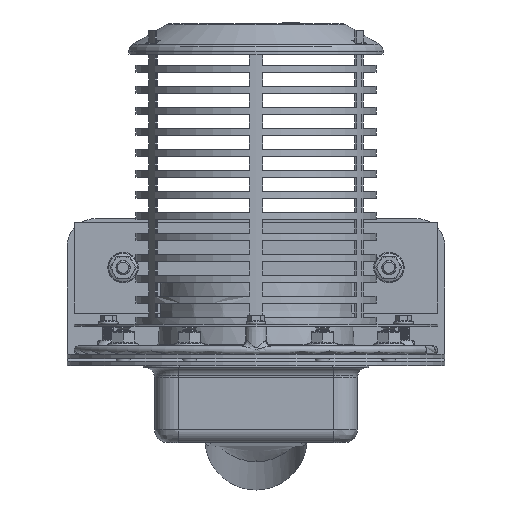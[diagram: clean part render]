
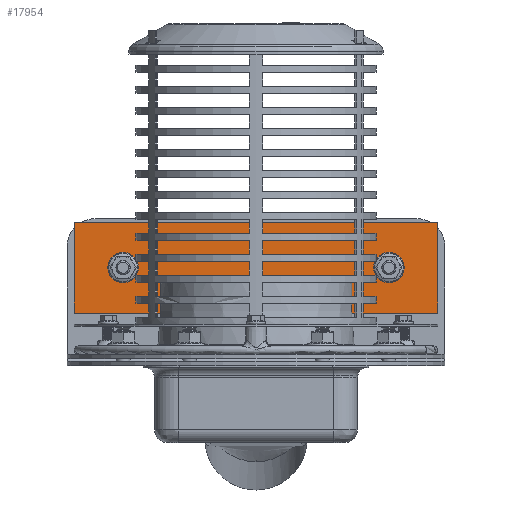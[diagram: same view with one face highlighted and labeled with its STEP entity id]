
A CAD part, left-side view. The second image highlights one B-rep face of the part: STEP entity #17954.
In plain terms, the highlighted planar face has unit normal (-1, 0, 0).
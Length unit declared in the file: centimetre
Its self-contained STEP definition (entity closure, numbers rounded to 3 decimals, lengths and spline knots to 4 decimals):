
#645=FACE_BOUND('',#2980,.T.);
#646=FACE_BOUND('',#2981,.T.);
#1109=PLANE('',#19396);
#1886=FACE_OUTER_BOUND('',#2979,.T.);
#2979=EDGE_LOOP('',(#13742,#13743,#13744,#13745));
#2980=EDGE_LOOP('',(#13746));
#2981=EDGE_LOOP('',(#13747));
#4282=CIRCLE('',#19391,8.);
#4283=CIRCLE('',#19393,8.);
#5513=LINE('',#29602,#6892);
#5516=LINE('',#29607,#6895);
#5519=LINE('',#29623,#6898);
#5521=LINE('',#29626,#6900);
#6892=VECTOR('',#22718,1.);
#6895=VECTOR('',#22723,1.);
#6898=VECTOR('',#22742,1.);
#6900=VECTOR('',#22746,1.);
#8310=VERTEX_POINT('',#29599);
#8311=VERTEX_POINT('',#29601);
#8312=VERTEX_POINT('',#29605);
#8315=VERTEX_POINT('',#29614);
#8316=VERTEX_POINT('',#29618);
#8317=VERTEX_POINT('',#29622);
#10290=EDGE_CURVE('',#8311,#8310,#5513,.T.);
#10293=EDGE_CURVE('',#8310,#8312,#5516,.T.);
#10296=EDGE_CURVE('',#8315,#8315,#4282,.T.);
#10298=EDGE_CURVE('',#8316,#8316,#4283,.T.);
#10300=EDGE_CURVE('',#8317,#8311,#5519,.T.);
#10302=EDGE_CURVE('',#8312,#8317,#5521,.T.);
#13742=ORIENTED_EDGE('',*,*,#10293,.T.);
#13743=ORIENTED_EDGE('',*,*,#10302,.T.);
#13744=ORIENTED_EDGE('',*,*,#10300,.T.);
#13745=ORIENTED_EDGE('',*,*,#10290,.T.);
#13746=ORIENTED_EDGE('',*,*,#10298,.T.);
#13747=ORIENTED_EDGE('',*,*,#10296,.T.);
#17954=ADVANCED_FACE('',(#1886,#645,#646),#1109,.T.);
#19391=AXIS2_PLACEMENT_3D('',#29615,#22732,#22733);
#19393=AXIS2_PLACEMENT_3D('',#29619,#22737,#22738);
#19396=AXIS2_PLACEMENT_3D('',#29627,#22747,#22748);
#22718=DIRECTION('',(0.,1.,0.));
#22723=DIRECTION('',(0.,0.,-1.));
#22732=DIRECTION('center_axis',(1.,0.,0.));
#22733=DIRECTION('ref_axis',(0.,-1.,0.));
#22737=DIRECTION('center_axis',(1.,0.,0.));
#22738=DIRECTION('ref_axis',(0.,-1.,0.));
#22742=DIRECTION('',(0.,0.,1.));
#22746=DIRECTION('',(0.,-1.,0.));
#22747=DIRECTION('center_axis',(-1.,0.,0.));
#22748=DIRECTION('ref_axis',(0.,-1.,0.));
#29599=CARTESIAN_POINT('',(265.999,130.,102.499));
#29601=CARTESIAN_POINT('',(265.999,-130.,102.499));
#29602=CARTESIAN_POINT('',(265.999,-130.,102.499));
#29605=CARTESIAN_POINT('',(265.999,130.,37.499));
#29607=CARTESIAN_POINT('',(265.999,130.,102.499));
#29614=CARTESIAN_POINT('',(265.999,103.,69.999));
#29615=CARTESIAN_POINT('Origin',(265.999,95.,69.999));
#29618=CARTESIAN_POINT('',(265.999,-87.,69.999));
#29619=CARTESIAN_POINT('Origin',(265.999,-95.,69.999));
#29622=CARTESIAN_POINT('',(265.999,-130.,37.499));
#29623=CARTESIAN_POINT('',(265.999,-130.,37.499));
#29626=CARTESIAN_POINT('',(265.999,130.,37.499));
#29627=CARTESIAN_POINT('Origin',(265.999,0.,
69.999));
